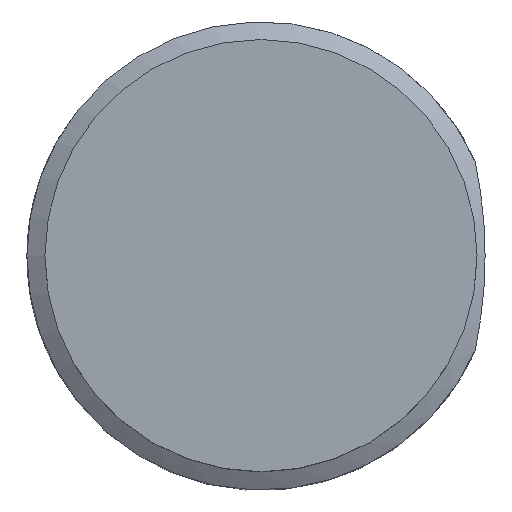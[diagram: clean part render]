
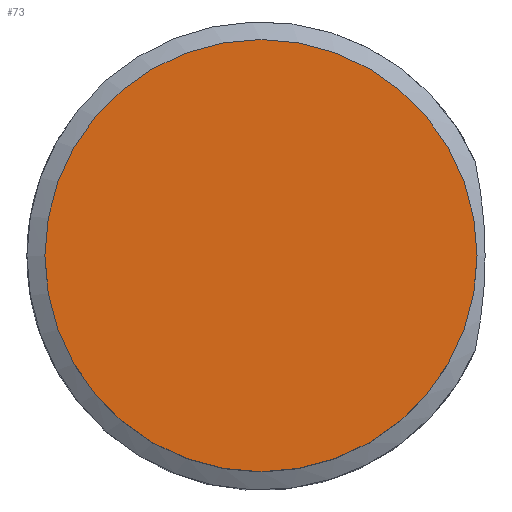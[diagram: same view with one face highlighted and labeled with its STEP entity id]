
A CAD part, top view. The second image highlights one B-rep face of the part: STEP entity #73.
In plain terms, the highlighted planar face has unit normal (0, 0, 1).
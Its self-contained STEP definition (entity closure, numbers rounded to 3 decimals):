
#73=ADVANCED_FACE('240[2]',(#181),#182,.T.);
#135=EDGE_CURVE('240[2]',#269,#269,#270,.T.);
#181=FACE_OUTER_BOUND('',#314,.T.);
#182=PLANE('',#315);
#269=VERTEX_POINT('',#514);
#270=CIRCLE('',#515,18.0);
#314=EDGE_LOOP('',(#617));
#315=AXIS2_PLACEMENT_3D('',#618,#619,#620);
#514=CARTESIAN_POINT('',(-18.0,0.,0.));
#515=AXIS2_PLACEMENT_3D('',#716,#717,#718);
#617=ORIENTED_EDGE('',*,*,#135,.F.);
#618=CARTESIAN_POINT('',(-9.,0.,0.));
#619=DIRECTION('',(0.,0.,1.0));
#620=DIRECTION('',(1.0,0.,0.));
#716=CARTESIAN_POINT('',(0.0,0.0,0.0));
#717=DIRECTION('',(0.,0.,-1.0));
#718=DIRECTION('',(-1.0,0.,0.));
